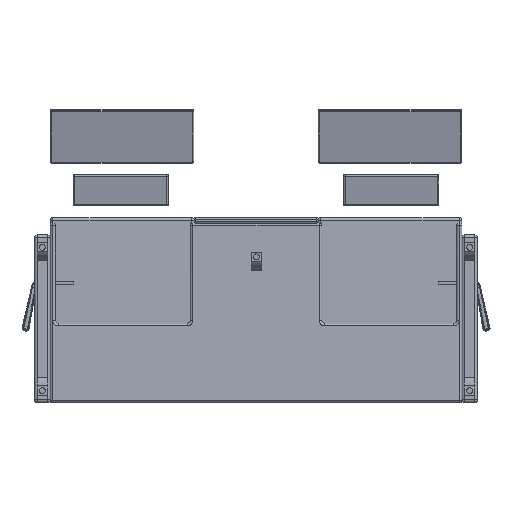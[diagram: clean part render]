
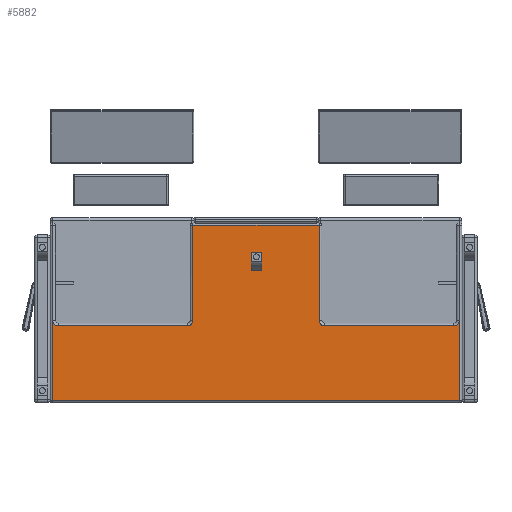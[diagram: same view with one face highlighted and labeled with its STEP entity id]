
A CAD part, front view. The second image highlights one B-rep face of the part: STEP entity #5882.
In plain terms, the highlighted planar face has unit normal (0, -1, 0).
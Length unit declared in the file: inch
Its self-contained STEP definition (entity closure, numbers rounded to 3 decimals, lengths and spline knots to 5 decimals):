
#379=PLANE('',#6619);
#480=LINE('',#9573,#892);
#482=LINE('',#9672,#894);
#483=LINE('',#9676,#895);
#484=LINE('',#9680,#896);
#485=LINE('',#9682,#897);
#486=LINE('',#9684,#898);
#487=LINE('',#9686,#899);
#488=LINE('',#9688,#900);
#489=LINE('',#9690,#901);
#490=LINE('',#9692,#902);
#491=LINE('',#9696,#903);
#492=LINE('',#9699,#904);
#892=VECTOR('',#7439,0.3937);
#894=VECTOR('',#7449,0.3937);
#895=VECTOR('',#7452,0.3937);
#896=VECTOR('',#7455,0.3937);
#897=VECTOR('',#7456,0.3937);
#898=VECTOR('',#7457,0.3937);
#899=VECTOR('',#7458,0.3937);
#900=VECTOR('',#7459,0.3937);
#901=VECTOR('',#7460,0.3937);
#902=VECTOR('',#7461,0.3937);
#903=VECTOR('',#7464,0.3937);
#904=VECTOR('',#7467,0.3937);
#1479=FACE_OUTER_BOUND('',#1910,.T.);
#1910=EDGE_LOOP('',(#4113,#4114,#4115,#4116,#4117,#4118,#4119,#4120,#4121,
#4122,#4123,#4124,#4125,#4126,#4127,#4128));
#2393=CIRCLE('',#6620,1.);
#2394=CIRCLE('',#6621,1.);
#2395=CIRCLE('',#6622,1.);
#2396=CIRCLE('',#6623,1.);
#2757=VERTEX_POINT('',#9565);
#2760=VERTEX_POINT('',#9572);
#2763=VERTEX_POINT('',#9671);
#2764=VERTEX_POINT('',#9673);
#2765=VERTEX_POINT('',#9675);
#2766=VERTEX_POINT('',#9677);
#2767=VERTEX_POINT('',#9679);
#2768=VERTEX_POINT('',#9681);
#2769=VERTEX_POINT('',#9683);
#2770=VERTEX_POINT('',#9685);
#2771=VERTEX_POINT('',#9687);
#2772=VERTEX_POINT('',#9689);
#2773=VERTEX_POINT('',#9691);
#2774=VERTEX_POINT('',#9693);
#2775=VERTEX_POINT('',#9695);
#2776=VERTEX_POINT('',#9697);
#3236=EDGE_CURVE('',#2757,#2760,#480,.T.);
#3241=EDGE_CURVE('',#2763,#2757,#482,.T.);
#3242=EDGE_CURVE('',#2764,#2763,#2393,.T.);
#3243=EDGE_CURVE('',#2765,#2764,#483,.T.);
#3244=EDGE_CURVE('',#2766,#2765,#2394,.T.);
#3245=EDGE_CURVE('',#2767,#2766,#484,.T.);
#3246=EDGE_CURVE('',#2768,#2767,#485,.T.);
#3247=EDGE_CURVE('',#2769,#2768,#486,.T.);
#3248=EDGE_CURVE('',#2770,#2769,#487,.T.);
#3249=EDGE_CURVE('',#2771,#2770,#488,.T.);
#3250=EDGE_CURVE('',#2772,#2771,#489,.T.);
#3251=EDGE_CURVE('',#2773,#2772,#490,.T.);
#3252=EDGE_CURVE('',#2774,#2773,#2395,.T.);
#3253=EDGE_CURVE('',#2775,#2774,#491,.T.);
#3254=EDGE_CURVE('',#2776,#2775,#2396,.T.);
#3255=EDGE_CURVE('',#2760,#2776,#492,.T.);
#4113=ORIENTED_EDGE('',*,*,#3236,.F.);
#4114=ORIENTED_EDGE('',*,*,#3241,.F.);
#4115=ORIENTED_EDGE('',*,*,#3242,.F.);
#4116=ORIENTED_EDGE('',*,*,#3243,.F.);
#4117=ORIENTED_EDGE('',*,*,#3244,.F.);
#4118=ORIENTED_EDGE('',*,*,#3245,.F.);
#4119=ORIENTED_EDGE('',*,*,#3246,.F.);
#4120=ORIENTED_EDGE('',*,*,#3247,.F.);
#4121=ORIENTED_EDGE('',*,*,#3248,.F.);
#4122=ORIENTED_EDGE('',*,*,#3249,.F.);
#4123=ORIENTED_EDGE('',*,*,#3250,.F.);
#4124=ORIENTED_EDGE('',*,*,#3251,.F.);
#4125=ORIENTED_EDGE('',*,*,#3252,.F.);
#4126=ORIENTED_EDGE('',*,*,#3253,.F.);
#4127=ORIENTED_EDGE('',*,*,#3254,.F.);
#4128=ORIENTED_EDGE('',*,*,#3255,.F.);
#5882=ADVANCED_FACE('',(#1479),#379,.T.);
#6619=AXIS2_PLACEMENT_3D('',#9670,#7447,#7448);
#6620=AXIS2_PLACEMENT_3D('',#9674,#7450,#7451);
#6621=AXIS2_PLACEMENT_3D('',#9678,#7453,#7454);
#6622=AXIS2_PLACEMENT_3D('',#9694,#7462,#7463);
#6623=AXIS2_PLACEMENT_3D('',#9698,#7465,#7466);
#7439=DIRECTION('',(0.,0.,1.));
#7447=DIRECTION('center_axis',(0.,-1.,0.));
#7448=DIRECTION('ref_axis',(1.,0.,0.));
#7449=DIRECTION('',(-1.,0.,0.));
#7450=DIRECTION('center_axis',(0.,-1.,0.));
#7451=DIRECTION('ref_axis',(0.707,0.,0.707));
#7452=DIRECTION('',(0.,0.,1.));
#7453=DIRECTION('center_axis',(0.,-1.,0.));
#7454=DIRECTION('ref_axis',(0.707,0.,-0.707));
#7455=DIRECTION('',(1.,0.,0.));
#7456=DIRECTION('',(0.,0.,1.));
#7457=DIRECTION('',(-1.,0.,0.));
#7458=DIRECTION('',(0.,0.,-1.));
#7459=DIRECTION('',(1.,0.,0.));
#7460=DIRECTION('',(0.,0.,1.));
#7461=DIRECTION('',(-1.,0.,0.));
#7462=DIRECTION('center_axis',(0.,-1.,0.));
#7463=DIRECTION('ref_axis',(0.707,0.,0.707));
#7464=DIRECTION('',(0.,0.,1.));
#7465=DIRECTION('center_axis',(0.,-1.,0.));
#7466=DIRECTION('ref_axis',(0.707,0.,-0.707));
#7467=DIRECTION('',(1.,0.,0.));
#9565=CARTESIAN_POINT('',(-17.50647,-13.24283,-12.));
#9572=CARTESIAN_POINT('',(-17.50647,-13.24283,12.));
#9573=CARTESIAN_POINT('',(-17.50647,-13.24283,0.));
#9670=CARTESIAN_POINT('Origin',(-18.63147,-13.24283,0.));
#9671=CARTESIAN_POINT('',(0.61853,-13.24283,-12.));
#9672=CARTESIAN_POINT('',(-18.75647,-13.24283,-12.));
#9673=CARTESIAN_POINT('',(1.61853,-13.24283,-13.));
#9674=CARTESIAN_POINT('Origin',(0.61853,-13.24283,-13.));
#9675=CARTESIAN_POINT('',(1.61853,-13.24283,-37.5));
#9676=CARTESIAN_POINT('',(1.61853,-13.24283,12.625));
#9677=CARTESIAN_POINT('',(0.61853,-13.24283,-38.5));
#9678=CARTESIAN_POINT('Origin',(0.61853,-13.24283,-37.5));
#9679=CARTESIAN_POINT('',(-17.50647,-13.24283,-38.5));
#9680=CARTESIAN_POINT('',(-18.75647,-13.24283,-38.5));
#9681=CARTESIAN_POINT('',(-17.50647,-13.24283,-38.625));
#9682=CARTESIAN_POINT('',(-17.50647,-13.24283,0.));
#9683=CARTESIAN_POINT('',(15.74353,-13.24283,-38.625));
#9684=CARTESIAN_POINT('',(-7.94485,-13.24283,-38.625));
#9685=CARTESIAN_POINT('',(15.74353,-13.24283,38.625));
#9686=CARTESIAN_POINT('',(15.74353,-13.24283,0.));
#9687=CARTESIAN_POINT('',(-17.50647,-13.24283,38.625));
#9688=CARTESIAN_POINT('',(-7.94485,-13.24283,38.625));
#9689=CARTESIAN_POINT('',(-17.50647,-13.24283,38.5));
#9690=CARTESIAN_POINT('',(-17.50647,-13.24283,0.));
#9691=CARTESIAN_POINT('',(0.61853,-13.24283,38.5));
#9692=CARTESIAN_POINT('',(-18.75647,-13.24283,38.5));
#9693=CARTESIAN_POINT('',(1.61853,-13.24283,37.5));
#9694=CARTESIAN_POINT('Origin',(0.61853,-13.24283,37.5));
#9695=CARTESIAN_POINT('',(1.61853,-13.24283,13.));
#9696=CARTESIAN_POINT('',(1.61853,-13.24283,12.625));
#9697=CARTESIAN_POINT('',(0.61853,-13.24283,12.));
#9698=CARTESIAN_POINT('Origin',(0.61853,-13.24283,13.));
#9699=CARTESIAN_POINT('',(-18.75647,-13.24283,12.));
